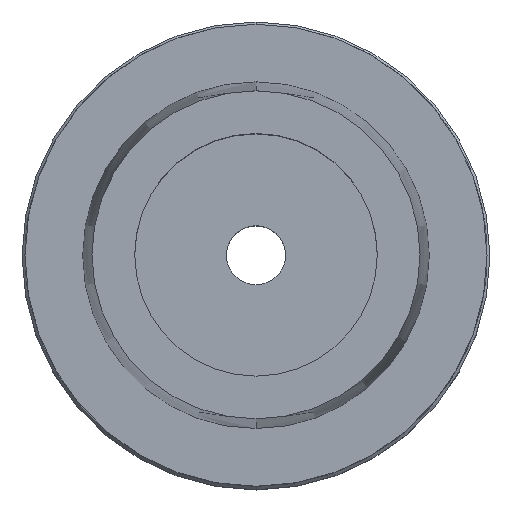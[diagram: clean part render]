
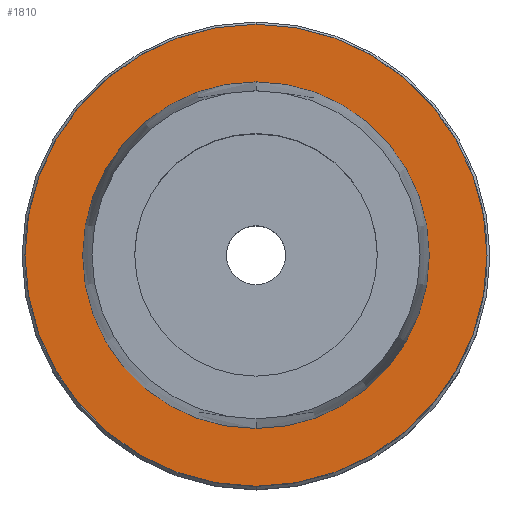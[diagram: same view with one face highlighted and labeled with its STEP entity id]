
A CAD part, top view. The second image highlights one B-rep face of the part: STEP entity #1810.
In plain terms, the highlighted planar face has unit normal (0, 0, 1).
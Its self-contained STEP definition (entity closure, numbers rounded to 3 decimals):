
#241=CARTESIAN_POINT('',(0.,0.,0.));
#242=DIRECTION('',(0.,0.,-1.));
#243=DIRECTION('',(0.,1.,0.));
#244=AXIS2_PLACEMENT_3D('',#241,#242,#243);
#263=CARTESIAN_POINT('',(0.,0.,0.));
#264=DIRECTION('',(0.,0.,1.));
#265=DIRECTION('',(0.,1.,0.));
#266=AXIS2_PLACEMENT_3D('',#263,#264,#265);
#271=CARTESIAN_POINT('',(0.,0.,0.));
#272=DIRECTION('',(0.,0.,-1.));
#273=DIRECTION('',(0.,1.,0.));
#274=AXIS2_PLACEMENT_3D('',#271,#272,#273);
#279=CARTESIAN_POINT('',(0.,0.,0.));
#280=DIRECTION('',(0.,0.,1.));
#281=DIRECTION('',(0.,1.,0.));
#282=AXIS2_PLACEMENT_3D('',#279,#280,#281);
#1384=CARTESIAN_POINT('',(0.,40.,0.));
#1386=VERTEX_POINT('',#1384);
#1387=CARTESIAN_POINT('',(0.,30.006,0.));
#1389=VERTEX_POINT('',#1387);
#1392=CARTESIAN_POINT('',(0.,-40.,0.));
#1394=VERTEX_POINT('',#1392);
#1395=CARTESIAN_POINT('',(0.,-30.006,0.));
#1397=VERTEX_POINT('',#1395);
#1795=CARTESIAN_POINT('',(0.,0.,0.));
#1796=DIRECTION('',(0.,0.,-1.));
#1797=DIRECTION('',(0.,-1.,0.));
#1798=AXIS2_PLACEMENT_3D('',#1795,#1796,#1797);
#1799=PLANE('',#1798);
#1801=ORIENTED_EDGE('',*,*,#1800,.T.);
#1803=ORIENTED_EDGE('',*,*,#1802,.F.);
#1804=EDGE_LOOP('',(#1801,#1803));
#1805=FACE_OUTER_BOUND('',#1804,.F.);
#1806=ORIENTED_EDGE('',*,*,#1790,.T.);
#1807=ORIENTED_EDGE('',*,*,#1774,.F.);
#1808=EDGE_LOOP('',(#1806,#1807));
#1809=FACE_BOUND('',#1808,.F.);
#245=CIRCLE('',#244,30.006);
#267=CIRCLE('',#266,30.006);
#275=CIRCLE('',#274,40.);
#283=CIRCLE('',#282,40.);
#1774=EDGE_CURVE('',#1389,#1397,#245,.T.);
#1790=EDGE_CURVE('',#1389,#1397,#267,.T.);
#1800=EDGE_CURVE('',#1386,#1394,#275,.T.);
#1802=EDGE_CURVE('',#1386,#1394,#283,.T.);
#1810=ADVANCED_FACE('',(#1805,#1809),#1799,.F.);
